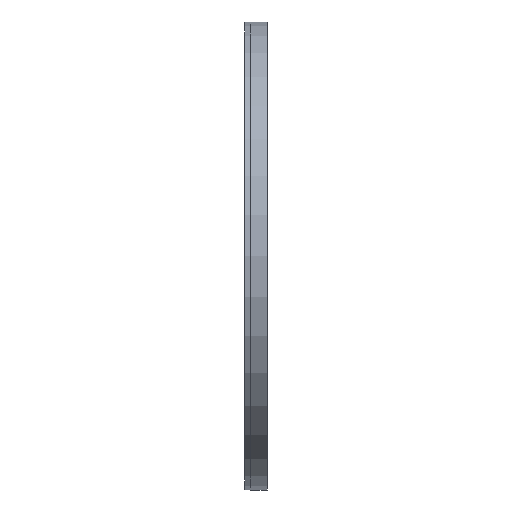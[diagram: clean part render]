
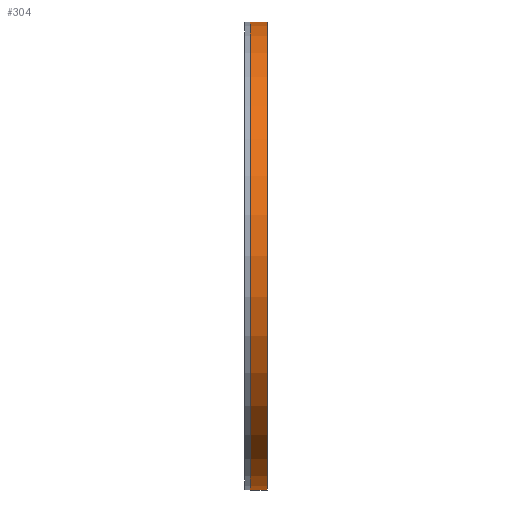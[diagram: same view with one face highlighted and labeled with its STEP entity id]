
A CAD part, left-side view. The second image highlights one B-rep face of the part: STEP entity #304.
In plain terms, the highlighted cylindrical face has radius 40 mm (diameter 80 mm), a partial arc.
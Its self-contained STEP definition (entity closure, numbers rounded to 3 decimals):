
#76 = CARTESIAN_POINT ( 'NONE',  ( 0., 0., 0. ) ) ;
#77 = VERTEX_POINT ( 'NONE', #514 ) ;
#115 = AXIS2_PLACEMENT_3D ( 'NONE', #76, #804, #806 ) ;
#174 = EDGE_CURVE ( 'NONE', #77, #253, #794, .T. ) ;
#206 = EDGE_CURVE ( 'NONE', #77, #297, #1016, .T. ) ;
#218 = ORIENTED_EDGE ( 'NONE', *, *, #206, .T. ) ;
#226 = EDGE_CURVE ( 'NONE', #297, #396, #1045, .T. ) ;
#253 = VERTEX_POINT ( 'NONE', #925 ) ;
#297 = VERTEX_POINT ( 'NONE', #1070 ) ;
#304 = ADVANCED_FACE ( 'NONE', ( #1058 ), #1059, .T. ) ;
#305 = ORIENTED_EDGE ( 'NONE', *, *, #174, .F. ) ;
#306 = ORIENTED_EDGE ( 'NONE', *, *, #226, .T. ) ;
#315 = EDGE_LOOP ( 'NONE', ( #305, #218, #306, #334 ) ) ;
#334 = ORIENTED_EDGE ( 'NONE', *, *, #352, .F. ) ;
#352 = EDGE_CURVE ( 'NONE', #253, #396, #505, .T. ) ;
#396 = VERTEX_POINT ( 'NONE', #1160 ) ;
#505 = CIRCLE ( 'NONE', #115, 40. ) ;
#514 = CARTESIAN_POINT ( 'NONE',  ( 0., 2.9, 40. ) ) ;
#782 = DIRECTION ( 'NONE',  ( 0., -1., 0. ) ) ;
#783 = VECTOR ( 'NONE', #782, 1000. ) ;
#791 = CARTESIAN_POINT ( 'NONE',  ( 0., -3.244, 40. ) ) ;
#794 = LINE ( 'NONE', #791, #783 ) ;
#804 = DIRECTION ( 'NONE',  ( 0., -1., 0. ) ) ;
#806 = DIRECTION ( 'NONE',  ( 0., 0., -1. ) ) ;
#925 = CARTESIAN_POINT ( 'NONE',  ( 0., 0., 40. ) ) ;
#968 = DIRECTION ( 'NONE',  ( 0., -1., 0. ) ) ;
#972 = DIRECTION ( 'NONE',  ( 0., -1., 0. ) ) ;
#973 = VECTOR ( 'NONE', #972, 1000. ) ;
#974 = CARTESIAN_POINT ( 'NONE',  ( 0., -3.244, -40. ) ) ;
#982 = CARTESIAN_POINT ( 'NONE',  ( 0., 2.9, 0. ) ) ;
#993 = DIRECTION ( 'NONE',  ( 0., 0., -1. ) ) ;
#996 = AXIS2_PLACEMENT_3D ( 'NONE', #982, #968, #993 ) ;
#1016 = CIRCLE ( 'NONE', #996, 40. ) ;
#1019 = DIRECTION ( 'NONE',  ( 0., 0., -1. ) ) ;
#1045 = LINE ( 'NONE', #974, #973 ) ;
#1058 = FACE_OUTER_BOUND ( 'NONE', #315, .T. ) ;
#1059 = CYLINDRICAL_SURFACE ( 'NONE', #1087, 40. ) ;
#1064 = DIRECTION ( 'NONE',  ( 0., -1., 0. ) ) ;
#1065 = CARTESIAN_POINT ( 'NONE',  ( 0., -3.244, 0. ) ) ;
#1070 = CARTESIAN_POINT ( 'NONE',  ( 0., 2.9, -40. ) ) ;
#1087 = AXIS2_PLACEMENT_3D ( 'NONE', #1065, #1064, #1019 ) ;
#1160 = CARTESIAN_POINT ( 'NONE',  ( 0., 0., -40. ) ) ;
